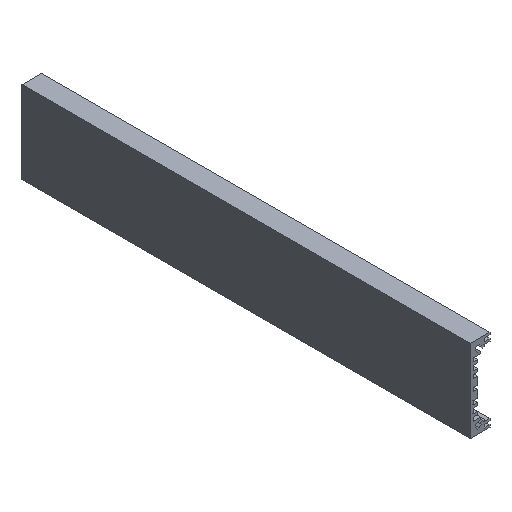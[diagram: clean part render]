
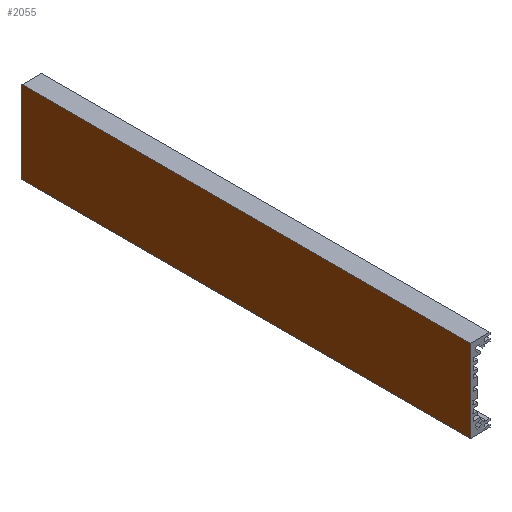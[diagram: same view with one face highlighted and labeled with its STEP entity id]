
A CAD part, isometric view. The second image highlights one B-rep face of the part: STEP entity #2055.
In plain terms, the highlighted planar face has unit normal (-1, 0, 0).
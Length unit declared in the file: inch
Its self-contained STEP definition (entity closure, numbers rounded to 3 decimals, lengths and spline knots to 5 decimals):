
#46 = AXIS2_PLACEMENT_3D ( 'NONE', #1551, #1545, #1544 ) ;
#242 = EDGE_CURVE ( 'NONE', #1166, #1204, #1235, .T. ) ;
#247 = EDGE_CURVE ( 'NONE', #1284, #1166, #822, .T. ) ;
#312 = EDGE_CURVE ( 'NONE', #1284, #1525, #713, .T. ) ;
#313 = EDGE_CURVE ( 'NONE', #1525, #1204, #623, .T. ) ;
#362 = CARTESIAN_POINT ( 'NONE',  ( -0.19685, 0., -0.82677 ) ) ;
#378 = CARTESIAN_POINT ( 'NONE',  ( -0.19685, 9., -0.82677 ) ) ;
#568 = VECTOR ( 'NONE', #1850, 39.37008 ) ;
#623 = LINE ( 'NONE', #1920, #1373 ) ;
#676 = ORIENTED_EDGE ( 'NONE', *, *, #242, .F. ) ;
#713 = LINE ( 'NONE', #1853, #568 ) ;
#737 = ORIENTED_EDGE ( 'NONE', *, *, #312, .T. ) ;
#744 = ORIENTED_EDGE ( 'NONE', *, *, #313, .T. ) ;
#764 = EDGE_LOOP ( 'NONE', ( #744, #676, #1311, #737 ) ) ;
#822 = LINE ( 'NONE', #1879, #923 ) ;
#923 = VECTOR ( 'NONE', #1876, 39.37008 ) ;
#1166 = VERTEX_POINT ( 'NONE', #1758 ) ;
#1204 = VERTEX_POINT ( 'NONE', #1735 ) ;
#1235 = LINE ( 'NONE', #1942, #1337 ) ;
#1284 = VERTEX_POINT ( 'NONE', #378 ) ;
#1311 = ORIENTED_EDGE ( 'NONE', *, *, #247, .F. ) ;
#1337 = VECTOR ( 'NONE', #1909, 39.37008 ) ;
#1373 = VECTOR ( 'NONE', #1849, 39.37008 ) ;
#1525 = VERTEX_POINT ( 'NONE', #362 ) ;
#1544 = DIRECTION ( 'NONE',  ( 0., 0., -1. ) ) ;
#1545 = DIRECTION ( 'NONE',  ( 1., 0., 0. ) ) ;
#1551 = CARTESIAN_POINT ( 'NONE',  ( -0.19685, 9., 0.82677 ) ) ;
#1552 = PLANE ( 'NONE',  #46 ) ;
#1735 = CARTESIAN_POINT ( 'NONE',  ( -0.19685, 0., 0.82677 ) ) ;
#1758 = CARTESIAN_POINT ( 'NONE',  ( -0.19685, 9., 0.82677 ) ) ;
#1849 = DIRECTION ( 'NONE',  ( 0., 0., 1. ) ) ;
#1850 = DIRECTION ( 'NONE',  ( 0., -1., 0. ) ) ;
#1853 = CARTESIAN_POINT ( 'NONE',  ( -0.19685, 9., -0.82677 ) ) ;
#1876 = DIRECTION ( 'NONE',  ( 0., 0., 1. ) ) ;
#1879 = CARTESIAN_POINT ( 'NONE',  ( -0.19685, 9., 0.82677 ) ) ;
#1909 = DIRECTION ( 'NONE',  ( 0., -1., 0. ) ) ;
#1920 = CARTESIAN_POINT ( 'NONE',  ( -0.19685, 0., 0.82677 ) ) ;
#1942 = CARTESIAN_POINT ( 'NONE',  ( -0.19685, 9., 0.82677 ) ) ;
#2055 = ADVANCED_FACE ( 'NONE', ( #2360 ), #1552, .F. ) ;
#2360 = FACE_OUTER_BOUND ( 'NONE', #764, .T. ) ;
